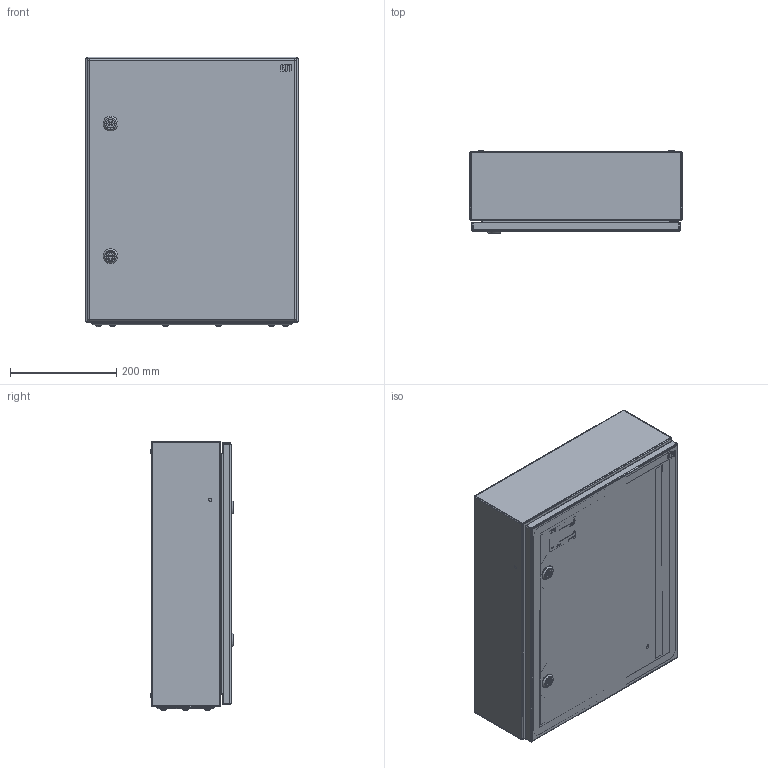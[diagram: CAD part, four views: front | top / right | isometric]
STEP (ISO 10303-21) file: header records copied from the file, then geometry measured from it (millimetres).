
FILE_DESCRIPTION((''),'2;1');
FILE_NAME('GT_50_40_15_ASM','2021-11-04T',('marketing.praksa'),('Audax d.o.o.'),'CREO PARAMETRIC BY PTC INC, 2017480','CREO PARAMETRIC BY PTC INC, 2017480','');
FILE_SCHEMA(('AUTOMOTIVE_DESIGN { 1 0 10303 214 1 1 1 1 }'));
Products named in the file (45): KOR_GT_50-40-15_1; PRZEPUST_1_1; ZAWIAS_1_1; TULEJA_1_1; PLYTA_1_1; NAKRETKA_M8_1_1; ZASLEPKA_10_7_1_1; DRZWI_1_2_1_1; DRZWI_1_2_2_1; ZAWIAS_3_ST47_002_ELEMENT-43708; ZAWIAS_3_ST47_002_ELEMENT-43709; DRZWI_1_2_3_1; DRZWI_1_2_4_1; DRZWI_1_2_5_1; 1_EB_1000-U6_H__KORPUS-43713_1; 1_EB_1000-U6_H__WK_ADKA-43714_1; 1_EB_1000-U6_H__SRUBA-43715_1; DRZWI_1_2_6_1; 1_EB_1000-U6_H__NAKR_TKA-43717_; DRZWI_1_2_7_1; 1_EB_1000-U6_H__KORPUS-43719_1; 1_EB_1000-U6_H__WK_ADKA-43720_1; 1_EB_1000-U6_H__SRUBA-43721_1; DRZWI_1_2_8_1; 1_EB_1000-U6_H__NAKR_TKA-43723_; DRZWI_1_2_9_1; DRZWI_1_2_10_1; DRZWI_1_2_11_1; ANSI_B27_7M_3CMI-4-43727_1; ANSI_B27_7M_3CMI-4-43728_1; DRZWI_1_2_13_1; ETI_LOGO_1_1_1_1_1_1; ETI_LOGO_2_1_1_1_1_1; ETI_LOGO_3_1_1_1_1_1; SCREWS_50-40-15_1_1; SCREWS_50-40-15_1_2; SCREWS_50-40-15_1_3; SCREWS_50-40-15_1_4; SCREWS_50-40-15_1_5; SCREWS_50-40-15_1_6 ...
Assembly tree (54 placements, depth 2):
  GT_50_40_15_ASM
    KOR_GT_50-40-15_1
    PRZEPUST_1_1
    ZAWIAS_1_1  x2
    TULEJA_1_1  x4
    PLYTA_1_1
    NAKRETKA_M8_1_1  x4
    ZASLEPKA_10_7_1_1  x4
    DRZWI_1_2_1_1
    DRZWI_1_2_2_1
    ZAWIAS_3_ST47_002_ELEMENT-43708
    ZAWIAS_3_ST47_002_ELEMENT-43709
    DRZWI_1_2_3_1
    DRZWI_1_2_4_1
    DRZWI_1_2_5_1
    1_EB_1000-U6_H__KORPUS-43713_1
    1_EB_1000-U6_H__WK_ADKA-43714_1
    1_EB_1000-U6_H__SRUBA-43715_1
    DRZWI_1_2_6_1
    1_EB_1000-U6_H__NAKR_TKA-43717_
    DRZWI_1_2_7_1
    1_EB_1000-U6_H__KORPUS-43719_1
    1_EB_1000-U6_H__WK_ADKA-43720_1
    1_EB_1000-U6_H__SRUBA-43721_1
    DRZWI_1_2_8_1
    1_EB_1000-U6_H__NAKR_TKA-43723_
    DRZWI_1_2_9_1
    DRZWI_1_2_10_1
    DRZWI_1_2_11_1
    ANSI_B27_7M_3CMI-4-43727_1
    ANSI_B27_7M_3CMI-4-43728_1
    DRZWI_1_2_13_1
    ETI_LOGO_1_1_1_1_1_1
    ETI_LOGO_2_1_1_1_1_1
    ETI_LOGO_3_1_1_1_1_1
    SCREWS_50-40-15_1_1
    SCREWS_50-40-15_1_2
    SCREWS_50-40-15_1_3
    SCREWS_50-40-15_1_4
    SCREWS_50-40-15_1_5
    SCREWS_50-40-15_1_6
    SCREWS_50-40-15_1_7
    SCREWS_50-40-15_1_8
    SCREWS_50-40-15_1_9
    SCREWS_50-40-15_1_10
Bounding box: 400 x 156.26 x 507.94 mm (x, y, z)
Volume: 1506496.5 mm3; surface area: 2006665.9 mm2
Topology: 54 solids, 54 shells, 2910 faces, 7991 edges, 5309 vertices
Faces by surface type: plane 1293, cylinder 1045, torus 156, extrusion 136, cone 134, bspline 94, sphere 52
Entity records: 108080 total; most frequent: CARTESIAN_POINT 20908, DIRECTION 12599, ORIENTED_EDGE 12482, PRESENTATION_STYLE_ASSIGNMENT 6579, EDGE_CURVE 6241, STYLED_ITEM 5765, CURVE_STYLE 5341, AXIS2_PLACEMENT_3D 4629
